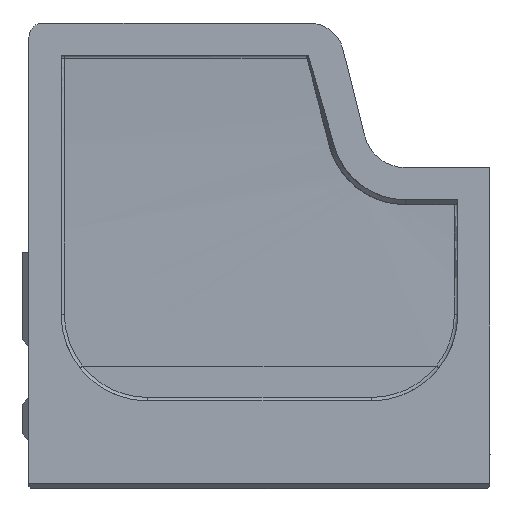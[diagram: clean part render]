
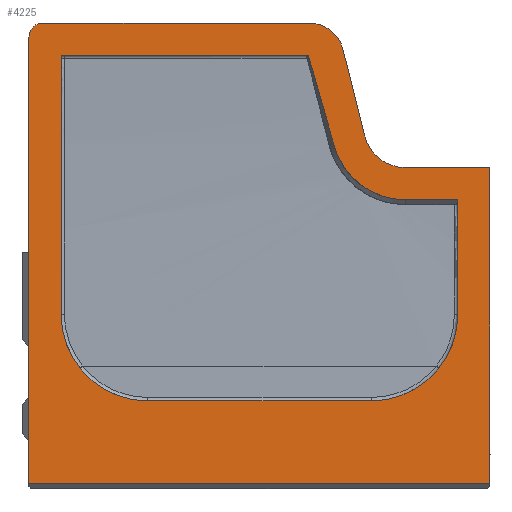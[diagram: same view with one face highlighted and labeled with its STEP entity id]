
A CAD part, front view. The second image highlights one B-rep face of the part: STEP entity #4225.
In plain terms, the highlighted planar face has unit normal (0, -1, 0).
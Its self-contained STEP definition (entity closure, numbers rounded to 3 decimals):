
#92=FACE_BOUND('',#604,.T.);
#226=CIRCLE('',#4538,6.);
#227=CIRCLE('',#4539,5.);
#228=CIRCLE('',#4540,2.);
#229=CIRCLE('',#4541,12.4);
#230=CIRCLE('',#4542,0.4);
#231=CIRCLE('',#4543,10.6);
#232=CIRCLE('',#4544,12.4);
#353=FACE_OUTER_BOUND('',#603,.T.);
#603=EDGE_LOOP('',(#2998,#2999,#3000,#3001,#3002,#3003,#3004,#3005,#3006));
#604=EDGE_LOOP('',(#3007,#3008,#3009,#3010,#3011,#3012,#3013,#3014,#3015,
#3016,#3017,#3018,#3019));
#883=LINE('',#6724,#1301);
#912=LINE('',#6821,#1330);
#918=LINE('',#6846,#1336);
#919=LINE('',#6848,#1337);
#920=LINE('',#6852,#1338);
#921=LINE('',#6856,#1339);
#922=LINE('',#6862,#1340);
#923=LINE('',#6864,#1341);
#924=LINE('',#6868,#1342);
#925=LINE('',#6870,#1343);
#926=LINE('',#6879,#1344);
#927=LINE('',#6883,#1345);
#928=LINE('',#6885,#1346);
#929=LINE('',#6888,#1347);
#1301=VECTOR('',#5036,10.);
#1330=VECTOR('',#5113,10.);
#1336=VECTOR('',#5139,10.);
#1337=VECTOR('',#5140,10.);
#1338=VECTOR('',#5143,1.);
#1339=VECTOR('',#5146,1.);
#1340=VECTOR('',#5151,1.);
#1341=VECTOR('',#5152,1.);
#1342=VECTOR('',#5155,1.);
#1343=VECTOR('',#5156,1.);
#1344=VECTOR('',#5157,1.);
#1345=VECTOR('',#5160,10.);
#1346=VECTOR('',#5161,10.);
#1347=VECTOR('',#5164,1.);
#1668=B_SPLINE_CURVE_WITH_KNOTS('',3,(#6872,#6873,#6874,#6875,#6876,#6877),
 .UNSPECIFIED.,.F.,.F.,(4,2,4),(0.,0.603,1.206),
 .UNSPECIFIED.);
#1778=VERTEX_POINT('',#6721);
#1779=VERTEX_POINT('',#6723);
#1822=VERTEX_POINT('',#6818);
#1823=VERTEX_POINT('',#6820);
#1833=VERTEX_POINT('',#6847);
#1834=VERTEX_POINT('',#6849);
#1835=VERTEX_POINT('',#6851);
#1836=VERTEX_POINT('',#6853);
#1837=VERTEX_POINT('',#6855);
#1838=VERTEX_POINT('',#6858);
#1839=VERTEX_POINT('',#6859);
#1840=VERTEX_POINT('',#6861);
#1841=VERTEX_POINT('',#6863);
#1842=VERTEX_POINT('',#6865);
#1843=VERTEX_POINT('',#6867);
#1844=VERTEX_POINT('',#6869);
#1845=VERTEX_POINT('',#6871);
#1846=VERTEX_POINT('',#6878);
#1847=VERTEX_POINT('',#6880);
#1848=VERTEX_POINT('',#6882);
#1849=VERTEX_POINT('',#6884);
#1850=VERTEX_POINT('',#6886);
#2214=EDGE_CURVE('',#1779,#1778,#883,.T.);
#2264=EDGE_CURVE('',#1823,#1822,#912,.T.);
#2277=EDGE_CURVE('',#1778,#1823,#918,.T.);
#2278=EDGE_CURVE('',#1833,#1822,#919,.T.);
#2279=EDGE_CURVE('',#1833,#1834,#226,.T.);
#2280=EDGE_CURVE('',#1834,#1835,#920,.T.);
#2281=EDGE_CURVE('',#1836,#1835,#227,.T.);
#2282=EDGE_CURVE('',#1836,#1837,#921,.T.);
#2283=EDGE_CURVE('',#1779,#1837,#228,.T.);
#2284=EDGE_CURVE('',#1838,#1839,#229,.T.);
#2285=EDGE_CURVE('',#1838,#1840,#922,.T.);
#2286=EDGE_CURVE('',#1841,#1840,#923,.T.);
#2287=EDGE_CURVE('',#1841,#1842,#230,.T.);
#2288=EDGE_CURVE('',#1843,#1842,#924,.T.);
#2289=EDGE_CURVE('',#1843,#1844,#925,.T.);
#2290=EDGE_CURVE('',#1845,#1844,#1668,.T.);
#2291=EDGE_CURVE('',#1846,#1845,#926,.T.);
#2292=EDGE_CURVE('',#1847,#1846,#231,.T.);
#2293=EDGE_CURVE('',#1848,#1847,#927,.T.);
#2294=EDGE_CURVE('',#1849,#1848,#928,.T.);
#2295=EDGE_CURVE('',#1849,#1850,#232,.T.);
#2296=EDGE_CURVE('',#1850,#1839,#929,.T.);
#2998=ORIENTED_EDGE('',*,*,#2214,.T.);
#2999=ORIENTED_EDGE('',*,*,#2277,.T.);
#3000=ORIENTED_EDGE('',*,*,#2264,.T.);
#3001=ORIENTED_EDGE('',*,*,#2278,.F.);
#3002=ORIENTED_EDGE('',*,*,#2279,.T.);
#3003=ORIENTED_EDGE('',*,*,#2280,.T.);
#3004=ORIENTED_EDGE('',*,*,#2281,.F.);
#3005=ORIENTED_EDGE('',*,*,#2282,.T.);
#3006=ORIENTED_EDGE('',*,*,#2283,.F.);
#3007=ORIENTED_EDGE('',*,*,#2284,.F.);
#3008=ORIENTED_EDGE('',*,*,#2285,.T.);
#3009=ORIENTED_EDGE('',*,*,#2286,.F.);
#3010=ORIENTED_EDGE('',*,*,#2287,.T.);
#3011=ORIENTED_EDGE('',*,*,#2288,.F.);
#3012=ORIENTED_EDGE('',*,*,#2289,.T.);
#3013=ORIENTED_EDGE('',*,*,#2290,.F.);
#3014=ORIENTED_EDGE('',*,*,#2291,.F.);
#3015=ORIENTED_EDGE('',*,*,#2292,.F.);
#3016=ORIENTED_EDGE('',*,*,#2293,.F.);
#3017=ORIENTED_EDGE('',*,*,#2294,.F.);
#3018=ORIENTED_EDGE('',*,*,#2295,.T.);
#3019=ORIENTED_EDGE('',*,*,#2296,.T.);
#4069=PLANE('',#4537);
#4225=ADVANCED_FACE('',(#353,#92),#4069,.F.);
#4537=AXIS2_PLACEMENT_3D('',#6845,#5137,#5138);
#4538=AXIS2_PLACEMENT_3D('',#6850,#5141,#5142);
#4539=AXIS2_PLACEMENT_3D('',#6854,#5144,#5145);
#4540=AXIS2_PLACEMENT_3D('',#6857,#5147,#5148);
#4541=AXIS2_PLACEMENT_3D('',#6860,#5149,#5150);
#4542=AXIS2_PLACEMENT_3D('',#6866,#5153,#5154);
#4543=AXIS2_PLACEMENT_3D('',#6881,#5158,#5159);
#4544=AXIS2_PLACEMENT_3D('',#6887,#5162,#5163);
#5036=DIRECTION('',(0.,0.,-1.));
#5113=DIRECTION('',(0.,0.,1.));
#5137=DIRECTION('center_axis',(0.,1.,0.));
#5138=DIRECTION('ref_axis',(0.,0.,
1.));
#5139=DIRECTION('',(1.,0.,0.));
#5140=DIRECTION('',(1.,0.,0.));
#5141=DIRECTION('center_axis',(0.,1.,0.));
#5142=DIRECTION('ref_axis',(-1.,0.,0.));
#5143=DIRECTION('',(-0.244,0.,0.97));
#5144=DIRECTION('center_axis',(0.,1.,0.));
#5145=DIRECTION('ref_axis',(-1.,0.,0.));
#5146=DIRECTION('',(-1.,0.,0.));
#5147=DIRECTION('center_axis',(0.,1.,0.));
#5148=DIRECTION('ref_axis',(-1.,0.,0.));
#5149=DIRECTION('center_axis',(0.,-1.,0.));
#5150=DIRECTION('ref_axis',(-1.,0.,0.));
#5151=DIRECTION('',(0.,0.,1.));
#5152=DIRECTION('',(0.,0.,-1.));
#5153=DIRECTION('center_axis',(0.,1.,0.));
#5154=DIRECTION('ref_axis',(-1.,0.,0.));
#5155=DIRECTION('',(-1.,0.,0.));
#5156=DIRECTION('',(0.28,0.,-0.96));
#5157=DIRECTION('',(-0.244,0.,0.97));
#5158=DIRECTION('center_axis',(0.,1.,0.));
#5159=DIRECTION('ref_axis',(-1.,0.,0.));
#5160=DIRECTION('',(-1.,0.,0.));
#5161=DIRECTION('',(0.,0.,1.));
#5162=DIRECTION('center_axis',(0.,1.,0.));
#5163=DIRECTION('ref_axis',(-1.,0.,0.));
#5164=DIRECTION('',(-1.,0.,0.));
#6721=CARTESIAN_POINT('',(122.22,-23.167,654.4));
#6723=CARTESIAN_POINT('',(122.22,-23.167,718.3));
#6724=CARTESIAN_POINT('',(122.22,-23.167,669.346));
#6818=CARTESIAN_POINT('',(188.22,-23.167,699.6));
#6820=CARTESIAN_POINT('',(188.22,-23.167,654.4));
#6821=CARTESIAN_POINT('',(188.22,-23.167,685.732));
#6845=CARTESIAN_POINT('Origin',(153.388,-23.167,684.692));
#6846=CARTESIAN_POINT('',(137.804,-23.167,654.4));
#6847=CARTESIAN_POINT('',(176.107,-23.167,699.6));
#6848=CARTESIAN_POINT('',(170.804,-23.167,699.6));
#6849=CARTESIAN_POINT('',(170.288,-23.167,704.136));
#6850=CARTESIAN_POINT('Origin',(176.107,-23.167,705.6));
#6851=CARTESIAN_POINT('',(167.171,-23.167,716.52));
#6852=CARTESIAN_POINT('',(170.288,-23.167,704.136));
#6853=CARTESIAN_POINT('',(162.322,-23.167,720.3));
#6854=CARTESIAN_POINT('Origin',(162.323,-23.167,715.3));
#6855=CARTESIAN_POINT('',(124.22,-23.167,720.3));
#6856=CARTESIAN_POINT('',(162.322,-23.167,720.3));
#6857=CARTESIAN_POINT('Origin',(124.22,-23.167,718.3));
#6858=CARTESIAN_POINT('',(126.82,-23.167,678.6));
#6859=CARTESIAN_POINT('',(139.22,-23.167,666.2));
#6860=CARTESIAN_POINT('Origin',(139.22,-23.167,678.6));
#6861=CARTESIAN_POINT('',(126.82,-23.167,695.));
#6862=CARTESIAN_POINT('',(126.82,-23.167,678.6));
#6863=CARTESIAN_POINT('',(126.82,-23.167,715.3));
#6864=CARTESIAN_POINT('',(126.82,-23.167,715.3));
#6865=CARTESIAN_POINT('',(127.22,-23.167,715.7));
#6866=CARTESIAN_POINT('Origin',(127.22,-23.167,715.3));
#6867=CARTESIAN_POINT('',(162.217,-23.167,715.7));
#6868=CARTESIAN_POINT('',(162.322,-23.167,715.7));
#6869=CARTESIAN_POINT('',(162.342,-23.167,715.27));
#6870=CARTESIAN_POINT('',(165.356,-23.167,704.932));
#6871=CARTESIAN_POINT('',(165.659,-23.167,703.68));
#6872=CARTESIAN_POINT('Ctrl Pts',(165.659,-23.167,703.68));
#6873=CARTESIAN_POINT('Ctrl Pts',(165.116,-23.167,705.615));
#6874=CARTESIAN_POINT('Ctrl Pts',(164.568,-23.167,707.548));
#6875=CARTESIAN_POINT('Ctrl Pts',(163.462,-23.167,711.411));
#6876=CARTESIAN_POINT('Ctrl Pts',(162.904,-23.167,713.341));
#6877=CARTESIAN_POINT('Ctrl Pts',(162.342,-23.167,715.27));
#6878=CARTESIAN_POINT('',(165.827,-23.167,703.013));
#6879=CARTESIAN_POINT('',(165.827,-23.167,703.013));
#6880=CARTESIAN_POINT('',(176.107,-23.167,695.));
#6881=CARTESIAN_POINT('Origin',(176.107,-23.167,705.6));
#6882=CARTESIAN_POINT('',(183.62,-23.167,695.));
#6883=CARTESIAN_POINT('',(168.504,-23.167,695.));
#6884=CARTESIAN_POINT('',(183.62,-23.167,678.6));
#6885=CARTESIAN_POINT('',(183.62,-23.167,689.846));
#6886=CARTESIAN_POINT('',(171.22,-23.167,666.2));
#6887=CARTESIAN_POINT('Origin',(171.22,-23.167,678.6));
#6888=CARTESIAN_POINT('',(171.22,-23.167,666.2));
